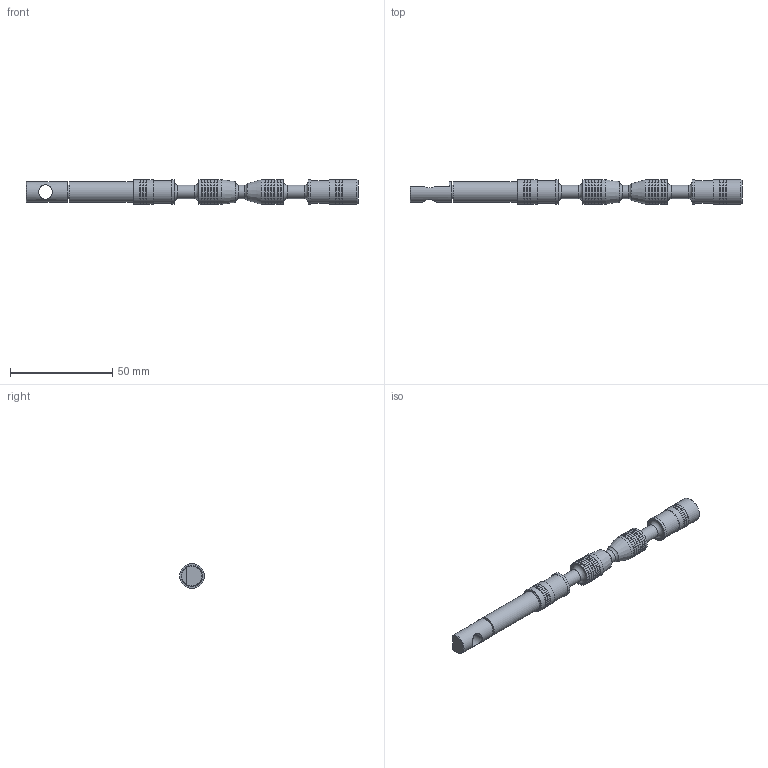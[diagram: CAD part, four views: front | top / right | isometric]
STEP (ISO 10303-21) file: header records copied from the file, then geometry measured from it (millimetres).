
FILE_DESCRIPTION(/* description */ ('Unknown'),/* implementation_level */ '2;1');
FILE_NAME(/* name */ '1444414_AP-1020-S01-153-step',/* time_stamp */ '2021-03-11T16:52:51+01:00',/* author */ ('Unknown'),/* organization */ ('Unknown'),/* preprocessor_version */ 'ST-DEVELOPER v16.7',/* originating_system */ 'DEX',/* authorisation */ $);
FILE_SCHEMA (('AUTOMOTIVE_DESIGN {1 0 10303 214 3 1 1}'));
Length unit declared in the file: millimetre
Products named in the file (1): AP-1020-S01-153--
Bounding box: 162 x 12 x 12 mm (x, y, z)
Volume: 12746 mm3; surface area: 6261.5 mm2
Topology: 1 solids, 1 shells, 127 faces, 229 edges, 150 vertices
Faces by surface type: plane 56, cylinder 55, cone 10, torus 6
Full cylindrical faces by diameter (mm): 4.134 x2, 5.4 x1, 6.5 x3, 7 x1, 10 x2, 11.2 x2, 11.5 x18, 12 x24
Entity records: 3624 total; most frequent: DIRECTION 522, CARTESIAN_POINT 448, ORIENTED_EDGE 296, AXIS2_PLACEMENT_3D 252, FACE_BOUND 242, EDGE_LOOP 241, EDGE_CURVE 148, VERTEX_POINT 136
